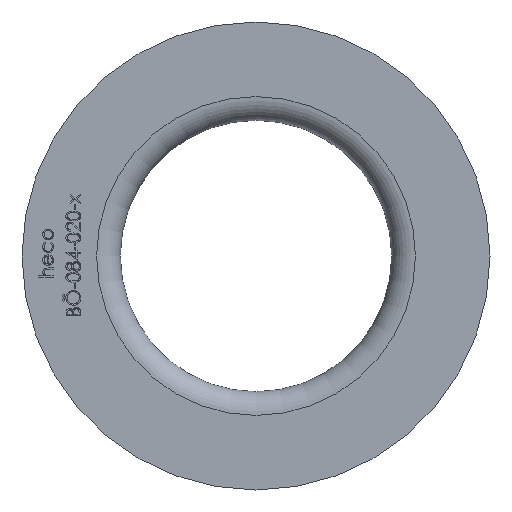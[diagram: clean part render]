
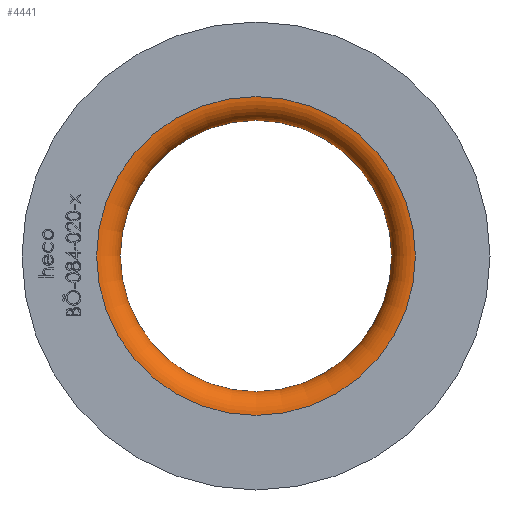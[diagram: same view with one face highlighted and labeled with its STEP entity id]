
A CAD part, left-side view. The second image highlights one B-rep face of the part: STEP entity #4441.
In plain terms, the highlighted toroidal (fillet/blend) face has major radius 47 mm and minor radius 7 mm.
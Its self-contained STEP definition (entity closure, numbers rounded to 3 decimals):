
#242 = CIRCLE ( 'NONE', #9143, 47. ) ;
#1425 = VERTEX_POINT ( 'NONE', #12171 ) ;
#1833 = EDGE_CURVE ( 'NONE', #1425, #1425, #11624, .T. ) ;
#2321 = AXIS2_PLACEMENT_3D ( 'NONE', #6620, #13969, #3041 ) ;
#3041 = DIRECTION ( 'NONE',  ( 0., 0., 1. ) ) ;
#3205 = FACE_OUTER_BOUND ( 'NONE', #14167, .T. ) ;
#3730 = CARTESIAN_POINT ( 'NONE',  ( 0., 0., 47. ) ) ;
#4287 = DIRECTION ( 'NONE',  ( 0., 0., 1. ) ) ;
#4441 = ADVANCED_FACE ( 'NONE', ( #6851, #3205 ), #13769, .T. ) ;
#4584 = EDGE_LOOP ( 'NONE', ( #8511 ) ) ;
#6265 = VERTEX_POINT ( 'NONE', #3730 ) ;
#6620 = CARTESIAN_POINT ( 'NONE',  ( 7., 0., 0. ) ) ;
#6655 = DIRECTION ( 'NONE',  ( -1., 0., 0. ) ) ;
#6780 = ORIENTED_EDGE ( 'NONE', *, *, #9942, .T. ) ;
#6851 = FACE_OUTER_BOUND ( 'NONE', #4584, .T. ) ;
#8511 = ORIENTED_EDGE ( 'NONE', *, *, #1833, .F. ) ;
#9143 = AXIS2_PLACEMENT_3D ( 'NONE', #10185, #6655, #11306 ) ;
#9942 = EDGE_CURVE ( 'NONE', #6265, #6265, #242, .T. ) ;
#10185 = CARTESIAN_POINT ( 'NONE',  ( 0., 0., 0. ) ) ;
#10648 = DIRECTION ( 'NONE',  ( -1., 0., 0. ) ) ;
#11306 = DIRECTION ( 'NONE',  ( 0., 0., 1. ) ) ;
#11624 = CIRCLE ( 'NONE', #13139, 40. ) ;
#12171 = CARTESIAN_POINT ( 'NONE',  ( 7., 0., 40. ) ) ;
#13139 = AXIS2_PLACEMENT_3D ( 'NONE', #15339, #10648, #4287 ) ;
#13769 = TOROIDAL_SURFACE ( 'NONE', #2321, 47., 7. ) ;
#13969 = DIRECTION ( 'NONE',  ( -1., 0., 0. ) ) ;
#14167 = EDGE_LOOP ( 'NONE', ( #6780 ) ) ;
#15339 = CARTESIAN_POINT ( 'NONE',  ( 7., 0., 0. ) ) ;
